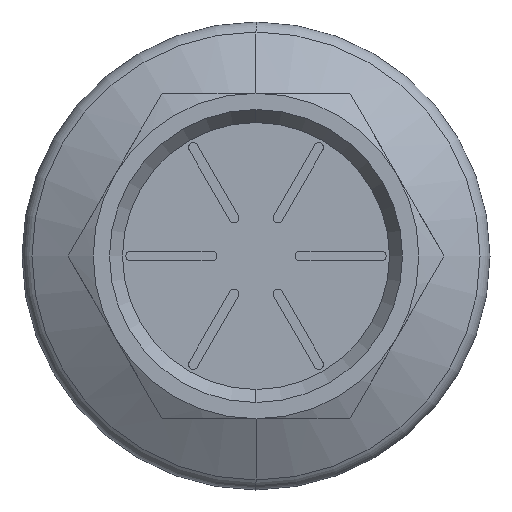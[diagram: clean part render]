
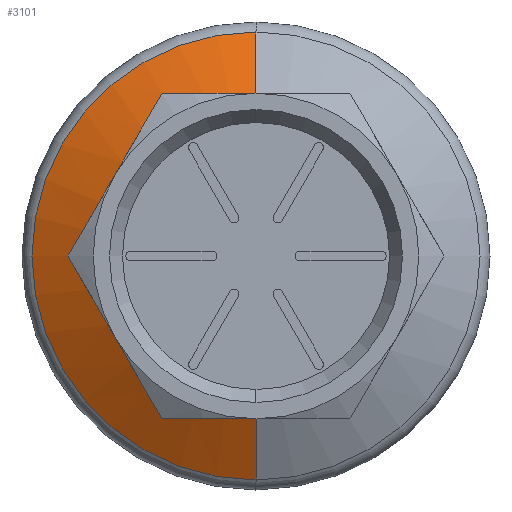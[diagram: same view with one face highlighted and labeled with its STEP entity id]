
A CAD part, left-side view. The second image highlights one B-rep face of the part: STEP entity #3101.
In plain terms, the highlighted conical face has half-angle 60 degrees and reference radius 13.107 mm.
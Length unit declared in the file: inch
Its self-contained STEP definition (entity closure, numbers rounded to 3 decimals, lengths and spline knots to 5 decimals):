
#49 = DIRECTION ( 'NONE',  ( 0.5, 0., 0.866 ) ) ;
#85 = VECTOR ( 'NONE', #5855, 39.37008 ) ;
#86 = ORIENTED_EDGE ( 'NONE', *, *, #5151, .T. ) ;
#361 = CARTESIAN_POINT ( 'NONE',  ( -0.08594, 0., -0.51604 ) ) ;
#368 = EDGE_CURVE ( 'NONE', #2456, #5102, #4267, .T. ) ;
#415 = CARTESIAN_POINT ( 'NONE',  ( -0.14408, 0.41534, 0.03062 ) ) ;
#439 = CARTESIAN_POINT ( 'NONE',  ( -0.16734, 0.34337, 0.15526 ) ) ;
#481 = CARTESIAN_POINT ( 'NONE',  ( -0.16354, 0.36129, -0.12422 ) ) ;
#504 = CARTESIAN_POINT ( 'NONE',  ( -0.16414, 0.28797, -0.25123 ) ) ;
#571 = CIRCLE ( 'NONE', #5815, 0.51604 ) ;
#672 = AXIS2_PLACEMENT_3D ( 'NONE', #5679, #3238, #1159 ) ;
#698 = ORIENTED_EDGE ( 'NONE', *, *, #3653, .F. ) ;
#854 = VERTEX_POINT ( 'NONE', #4908 ) ;
#867 = EDGE_CURVE ( 'NONE', #3002, #6470, #1658, .T. ) ;
#881 = VECTOR ( 'NONE', #49, 39.37008 ) ;
#940 = CARTESIAN_POINT ( 'NONE',  ( -0.16127, 0.27914, 0.26651 ) ) ;
#1150 = CARTESIAN_POINT ( 'NONE',  ( -0.15239, 0.14603, 0.375 ) ) ;
#1159 = DIRECTION ( 'NONE',  ( 0., 0., -1. ) ) ;
#1483 = CARTESIAN_POINT ( 'NONE',  ( -0.13387, 0.21651, -0.375 ) ) ;
#1508 = CARTESIAN_POINT ( 'NONE',  ( -0.14409, 0.41531, -0.03065 ) ) ;
#1658 = LINE ( 'NONE', #2070, #881 ) ;
#1694 = CARTESIAN_POINT ( 'NONE',  ( -0.16736, 0.03663, 0.375 ) ) ;
#1731 = B_SPLINE_CURVE_WITH_KNOTS ( 'NONE', 3,
 ( #1483, #2008, #1933, #504, #1960, #3991, #4538, #481, #4523, #6464, #1508, #5966 ),
 .UNSPECIFIED., .F., .F.,
 ( 4, 2, 2, 2, 2, 4 ),
 ( 0., 0.00278, 0.00555, 0.00694, 0.00833, 0.01111 ),
 .UNSPECIFIED. ) ;
#1933 = CARTESIAN_POINT ( 'NONE',  ( -0.15249, 0.25199, -0.31355 ) ) ;
#1960 = CARTESIAN_POINT ( 'NONE',  ( -0.16734, 0.30615, -0.21974 ) ) ;
#1989 = ORIENTED_EDGE ( 'NONE', *, *, #368, .T. ) ;
#2008 = CARTESIAN_POINT ( 'NONE',  ( -0.14408, 0.23418, -0.34438 ) ) ;
#2037 = ORIENTED_EDGE ( 'NONE', *, *, #3660, .T. ) ;
#2070 = CARTESIAN_POINT ( 'NONE',  ( -0.08594, 0., 0.51604 ) ) ;
#2076 = DIRECTION ( 'NONE',  ( 0., 0., 1. ) ) ;
#2132 = EDGE_CURVE ( 'NONE', #6470, #3424, #571, .T. ) ;
#2195 = CARTESIAN_POINT ( 'NONE',  ( -0.14398, 0.18149, -0.375 ) ) ;
#2269 = CARTESIAN_POINT ( 'NONE',  ( -0.08594, 0., -0.51604 ) ) ;
#2313 = CARTESIAN_POINT ( 'NONE',  ( -0.16736, 0., -0.375 ) ) ;
#2325 = CARTESIAN_POINT ( 'NONE',  ( -0.14409, 0.2342, 0.34435 ) ) ;
#2456 = VERTEX_POINT ( 'NONE', #2313 ) ;
#2570 = ORIENTED_EDGE ( 'NONE', *, *, #6508, .T. ) ;
#2649 = ORIENTED_EDGE ( 'NONE', *, *, #2132, .T. ) ;
#2691 = CARTESIAN_POINT ( 'NONE',  ( -0.16736, 0., 0.375 ) ) ;
#2918 = CARTESIAN_POINT ( 'NONE',  ( -0.16414, 0.36155, 0.12377 ) ) ;
#3002 = VERTEX_POINT ( 'NONE', #3031 ) ;
#3018 = CARTESIAN_POINT ( 'NONE',  ( -0.08594, 0., 0. ) ) ;
#3031 = CARTESIAN_POINT ( 'NONE',  ( -0.16736, 0., 0.375 ) ) ;
#3101 = ADVANCED_FACE ( 'NONE', ( #3456 ), #5657, .T. ) ;
#3124 = CARTESIAN_POINT ( 'NONE',  ( -0.16413, 0.07375, 0.375 ) ) ;
#3196 = CARTESIAN_POINT ( 'NONE',  ( -0.16413, 0.07375, -0.375 ) ) ;
#3201 = CARTESIAN_POINT ( 'NONE',  ( -0.14398, 0.18149, 0.375 ) ) ;
#3238 = DIRECTION ( 'NONE',  ( 1., 0., 0. ) ) ;
#3424 = VERTEX_POINT ( 'NONE', #2269 ) ;
#3456 = FACE_OUTER_BOUND ( 'NONE', #4625, .T. ) ;
#3561 = DIRECTION ( 'NONE',  ( -1., 0., 0. ) ) ;
#3653 = EDGE_CURVE ( 'NONE', #2456, #3424, #5977, .T. ) ;
#3660 = EDGE_CURVE ( 'NONE', #854, #4977, #5141, .T. ) ;
#3738 = CARTESIAN_POINT ( 'NONE',  ( -0.16736, 0., -0.375 ) ) ;
#3872 = CARTESIAN_POINT ( 'NONE',  ( -0.16354, 0.28822, 0.25078 ) ) ;
#3949 = CARTESIAN_POINT ( 'NONE',  ( -0.16659, 0.30652, 0.2191 ) ) ;
#3968 = CARTESIAN_POINT ( 'NONE',  ( -0.08594, 0., 0.51604 ) ) ;
#3991 = CARTESIAN_POINT ( 'NONE',  ( -0.16738, 0.33376, -0.17192 ) ) ;
#4251 = CARTESIAN_POINT ( 'NONE',  ( -0.16736, 0.03663, -0.375 ) ) ;
#4267 = B_SPLINE_CURVE_WITH_KNOTS ( 'NONE', 3,
 ( #3738, #4251, #3196, #5203, #2195, #5708 ),
 .UNSPECIFIED., .F., .F.,
 ( 4, 2, 4 ),
 ( 0.01556, 0.01835, 0.02113 ),
 .UNSPECIFIED. ) ;
#4409 = CARTESIAN_POINT ( 'NONE',  ( -0.13387, 0.43301, 0. ) ) ;
#4453 = CARTESIAN_POINT ( 'NONE',  ( -0.15252, 0.25205, 0.31344 ) ) ;
#4523 = CARTESIAN_POINT ( 'NONE',  ( -0.16127, 0.37038, -0.10849 ) ) ;
#4538 = CARTESIAN_POINT ( 'NONE',  ( -0.16659, 0.343, -0.1559 ) ) ;
#4625 = EDGE_LOOP ( 'NONE', ( #86, #5557, #2649, #698, #1989, #2570, #2037 ) ) ;
#4715 = CARTESIAN_POINT ( 'NONE',  ( -0.13387, 0.21651, 0.375 ) ) ;
#4835 = CARTESIAN_POINT ( 'NONE',  ( -0.16738, 0.31576, 0.20308 ) ) ;
#4908 = CARTESIAN_POINT ( 'NONE',  ( -0.13387, 0.43301, 0. ) ) ;
#4977 = VERTEX_POINT ( 'NONE', #5092 ) ;
#5092 = CARTESIAN_POINT ( 'NONE',  ( -0.13387, 0.21651, 0.375 ) ) ;
#5102 = VERTEX_POINT ( 'NONE', #5673 ) ;
#5141 = B_SPLINE_CURVE_WITH_KNOTS ( 'NONE', 3,
 ( #4409, #415, #5426, #2918, #439, #4835, #3949, #3872, #940, #4453, #2325, #5875 ),
 .UNSPECIFIED., .F., .F.,
 ( 4, 2, 2, 2, 2, 4 ),
 ( 0., 0.00278, 0.00555, 0.00694, 0.00833, 0.01111 ),
 .UNSPECIFIED. ) ;
#5151 = EDGE_CURVE ( 'NONE', #4977, #3002, #6162, .T. ) ;
#5203 = CARTESIAN_POINT ( 'NONE',  ( -0.15239, 0.14603, -0.375 ) ) ;
#5426 = CARTESIAN_POINT ( 'NONE',  ( -0.15249, 0.39753, 0.06145 ) ) ;
#5557 = ORIENTED_EDGE ( 'NONE', *, *, #867, .T. ) ;
#5657 = CONICAL_SURFACE ( 'NONE', #672, 0.51604, 1.047 ) ;
#5673 = CARTESIAN_POINT ( 'NONE',  ( -0.13387, 0.21651, -0.375 ) ) ;
#5679 = CARTESIAN_POINT ( 'NONE',  ( -0.08594, 0., 0. ) ) ;
#5708 = CARTESIAN_POINT ( 'NONE',  ( -0.13387, 0.21651, -0.375 ) ) ;
#5815 = AXIS2_PLACEMENT_3D ( 'NONE', #3018, #3561, #2076 ) ;
#5855 = DIRECTION ( 'NONE',  ( 0.5, 0., -0.866 ) ) ;
#5875 = CARTESIAN_POINT ( 'NONE',  ( -0.13387, 0.21651, 0.375 ) ) ;
#5966 = CARTESIAN_POINT ( 'NONE',  ( -0.13387, 0.43301, 0. ) ) ;
#5977 = LINE ( 'NONE', #361, #85 ) ;
#6162 = B_SPLINE_CURVE_WITH_KNOTS ( 'NONE', 3,
 ( #4715, #3201, #1150, #3124, #1694, #2691 ),
 .UNSPECIFIED., .F., .F.,
 ( 4, 2, 4 ),
 ( 0.02467, 0.02745, 0.03024 ),
 .UNSPECIFIED. ) ;
#6464 = CARTESIAN_POINT ( 'NONE',  ( -0.15252, 0.39747, -0.06156 ) ) ;
#6470 = VERTEX_POINT ( 'NONE', #3968 ) ;
#6508 = EDGE_CURVE ( 'NONE', #5102, #854, #1731, .T. ) ;
